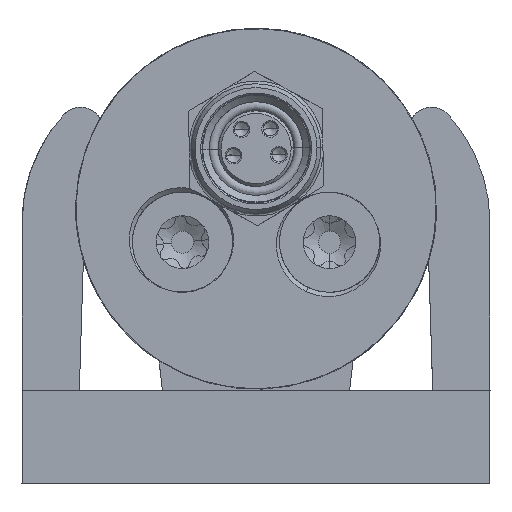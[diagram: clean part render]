
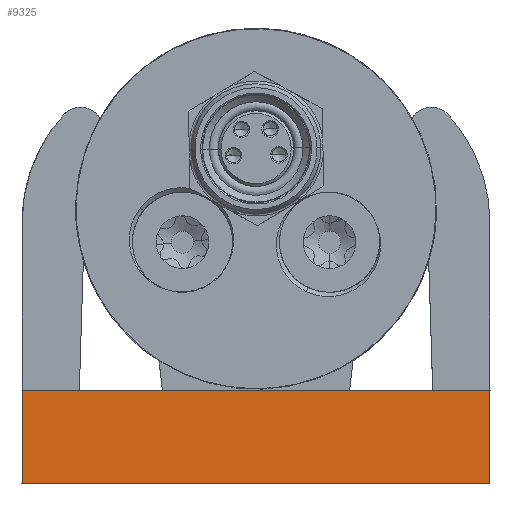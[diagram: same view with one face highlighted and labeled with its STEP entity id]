
A CAD part, front view. The second image highlights one B-rep face of the part: STEP entity #9325.
In plain terms, the highlighted planar face has unit normal (0, -1, 0).
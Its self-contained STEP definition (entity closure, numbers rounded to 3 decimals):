
#9317=AXIS2_PLACEMENT_3D('Plane Axis2P3D',#9314,#9315,#9316) ;
#6194=CARTESIAN_POINT('Vertex',(0.003,7.022,7.)) ;
#6222=CARTESIAN_POINT('Vertex',(0.003,7.022,0.)) ;
#6225=CARTESIAN_POINT('Line Origine',(0.003,7.022,3.5)) ;
#6246=CARTESIAN_POINT('Line Origine',(17.503,7.022,7.)) ;
#6250=CARTESIAN_POINT('Vertex',(35.003,7.022,7.)) ;
#8291=CARTESIAN_POINT('Line Origine',(35.003,7.022,3.5)) ;
#8295=CARTESIAN_POINT('Vertex',(35.003,7.022,0.)) ;
#9026=CARTESIAN_POINT('Line Origine',(17.503,7.022,0.)) ;
#9314=CARTESIAN_POINT('Axis2P3D Location',(-0.017,7.022,-0.02)) ;
#6226=DIRECTION('Vector Direction',(0.,0.,1.)) ;
#6247=DIRECTION('Vector Direction',(1.,0.,0.)) ;
#8292=DIRECTION('Vector Direction',(0.,0.,1.)) ;
#9027=DIRECTION('Vector Direction',(-1.,0.,0.)) ;
#9315=DIRECTION('Axis2P3D Direction',(0.,-1.,0.)) ;
#9316=DIRECTION('Axis2P3D XDirection',(1.,0.,0.)) ;
#6227=VECTOR('Line Direction',#6226,1.) ;
#6248=VECTOR('Line Direction',#6247,1.) ;
#8293=VECTOR('Line Direction',#8292,1.) ;
#9028=VECTOR('Line Direction',#9027,1.) ;
#9320=ORIENTED_EDGE('',*,*,#8297,.T.) ;
#9321=ORIENTED_EDGE('',*,*,#6252,.F.) ;
#9322=ORIENTED_EDGE('',*,*,#6229,.F.) ;
#9323=ORIENTED_EDGE('',*,*,#9030,.F.) ;
#9325=ADVANCED_FACE('Hauptkoerper',(#9324),#9318,.T.) ;
#6229=EDGE_CURVE('',#6223,#6195,#6228,.T.) ;
#6252=EDGE_CURVE('',#6195,#6251,#6249,.T.) ;
#8297=EDGE_CURVE('',#8296,#6251,#8294,.T.) ;
#9030=EDGE_CURVE('',#8296,#6223,#9029,.T.) ;
#9319=EDGE_LOOP('',(#9320,#9321,#9322,#9323)) ;
#9324=FACE_OUTER_BOUND('',#9319,.T.) ;
#6228=LINE('Line',#6225,#6227) ;
#6249=LINE('Line',#6246,#6248) ;
#8294=LINE('Line',#8291,#8293) ;
#9029=LINE('Line',#9026,#9028) ;
#9318=PLANE('',#9317) ;
#6195=VERTEX_POINT('',#6194) ;
#6223=VERTEX_POINT('',#6222) ;
#6251=VERTEX_POINT('',#6250) ;
#8296=VERTEX_POINT('',#8295) ;
